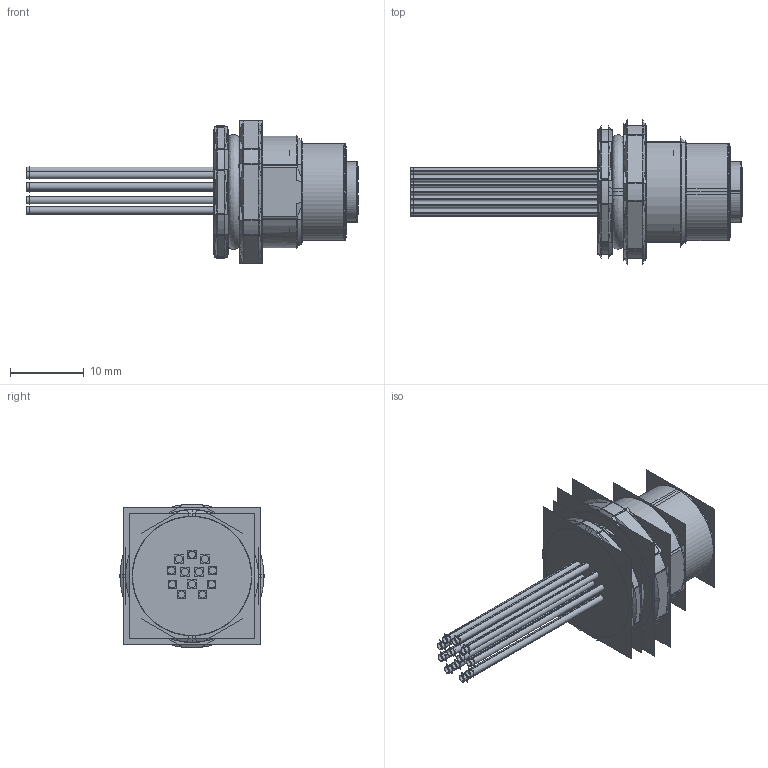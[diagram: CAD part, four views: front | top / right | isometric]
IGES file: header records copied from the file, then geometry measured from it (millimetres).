
Start section:  PTC IGES file: 237164_sm01.igs
Global section: file name: 237164_sm01.igs; native system: Creo Parametric by PTC Inc.; preprocessor: 2022414; author: banengservice; organization: Unknown; date: 20240604.092731; units: millimetre
Bounding box: 45.16 x 19.6 x 19.55 mm (x, y, z)
Volume: 3304.8 mm3; surface area: 17281.8 mm2
Topology: 1 solids, 1 shells, 828 faces, 4222 edges, 5338 vertices
Faces by surface type: revolution 512, bspline 316
